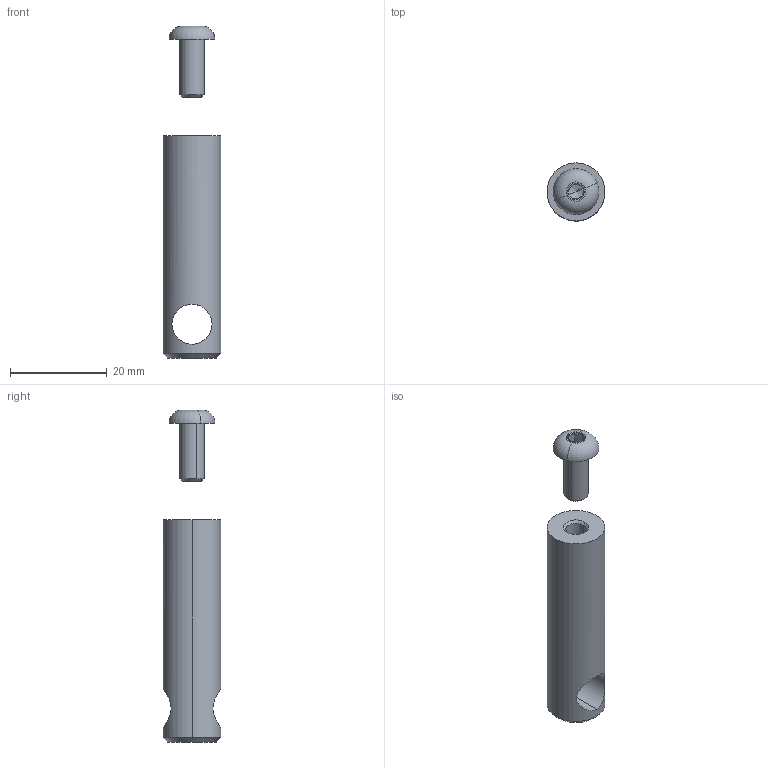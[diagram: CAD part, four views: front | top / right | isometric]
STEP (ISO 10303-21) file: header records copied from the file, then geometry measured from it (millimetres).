
FILE_DESCRIPTION (( 'STEP AP203' ), '1' );
FILE_NAME ('A5_08.STEP', '2023-03-15T09:45:17', ( '' ), ( '' ), 'SwSTEP 2.0', 'SolidWorks 2019', '' );
FILE_SCHEMA (( 'CONFIG_CONTROL_DESIGN' ));
Length unit declared in the file: millimetre
Products named in the file (3): SKRUTKA stn iso 7380_M5x12; A5_08
Assembly tree (2 placements, depth 2):
  A5_08
    A5_08
    SKRUTKA stn iso 7380_M5x12
Bounding box: 12 x 12 x 68.75 mm (x, y, z)
Volume: 4660.3 mm3; surface area: 2746.1 mm2
Topology: 2 solids, 2 shells, 43 faces, 86 edges, 46 vertices
Faces by surface type: plane 17, cone 16, cylinder 8, torus 2
Entity records: 1539 total; most frequent: CARTESIAN_POINT 362, DIRECTION 204, ORIENTED_EDGE 164, AXIS2_PLACEMENT_3D 84, EDGE_CURVE 82, EDGE_LOOP 48, VERTEX_POINT 46, FACE_OUTER_BOUND 43
